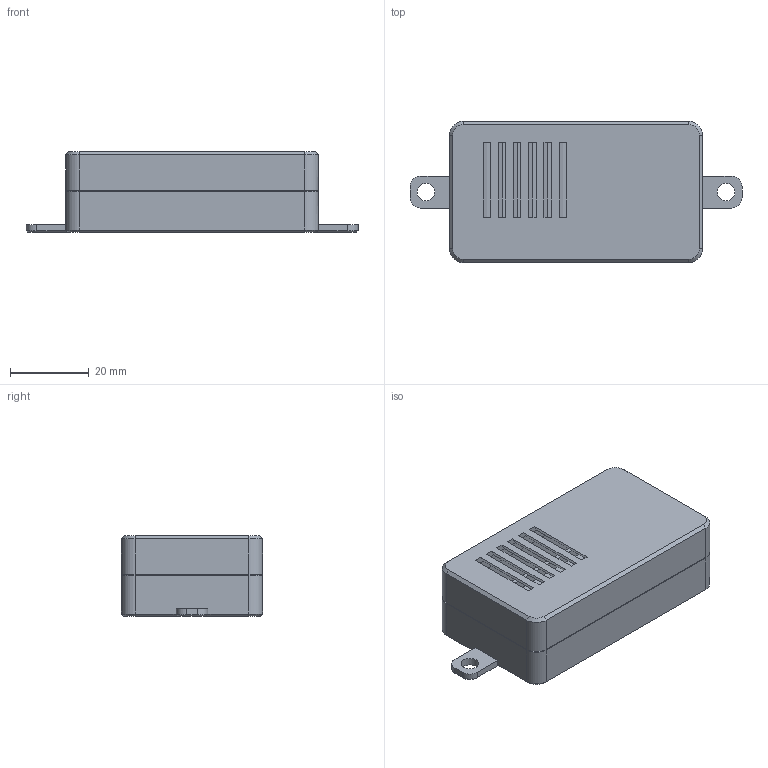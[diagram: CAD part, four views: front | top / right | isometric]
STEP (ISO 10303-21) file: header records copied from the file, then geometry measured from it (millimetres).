
FILE_DESCRIPTION(/* description */ (''),/* implementation_level */ '2;1');
FILE_NAME(/* name */ 'ESP-32_WLED-Controller.step',/* time_stamp */ '2023-09-17T17:45:58+02:00',/* author */ (''),/* organization */ (''),/* preprocessor_version */ 'ST-DEVELOPER v20',/* originating_system */ 'Autodesk Translation Framework v12.9.0.99',/* authorisation */ '');
FILE_SCHEMA (('AUTOMOTIVE_DESIGN { 1 0 10303 214 3 1 1 }'));
Length unit declared in the file: millimetre
Products named in the file (1): ESP-32_WLED-Controller
Bounding box: 84.33 x 35.87 x 20.53 mm (x, y, z)
Volume: 14392.2 mm3; surface area: 16865.8 mm2
Topology: 2 solids, 2 shells, 178 faces, 465 edges, 302 vertices
Faces by surface type: plane 124, cylinder 42, cone 12
Full cylindrical faces by diameter (mm): 1.9 x2, 4.5 x2
Entity records: 5489 total; most frequent: CARTESIAN_POINT 960, ORIENTED_EDGE 930, DIRECTION 919, EDGE_CURVE 465, LINE 365, VECTOR 365, VERTEX_POINT 302, AXIS2_PLACEMENT_3D 277
